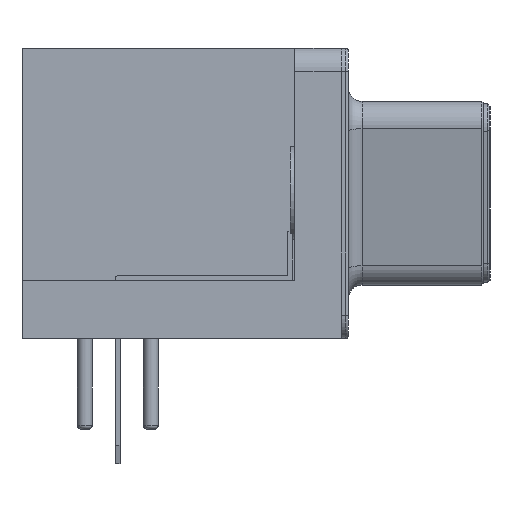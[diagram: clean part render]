
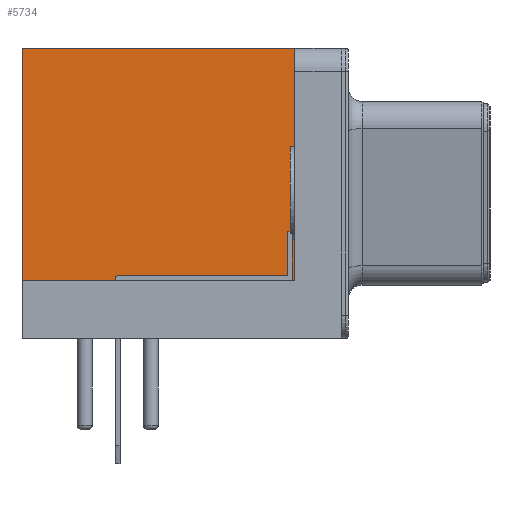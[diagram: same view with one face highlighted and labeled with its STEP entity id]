
A CAD part, left-side view. The second image highlights one B-rep face of the part: STEP entity #5734.
In plain terms, the highlighted planar face has unit normal (-1, 0, 0).
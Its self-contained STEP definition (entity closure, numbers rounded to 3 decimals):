
#4884 = VERTEX_POINT('',#4885);
#4885 = CARTESIAN_POINT('',(-54.13,2.7,12.5));
#4891 = EDGE_CURVE('',#4892,#4884,#4894,.T.);
#4892 = VERTEX_POINT('',#4893);
#4893 = CARTESIAN_POINT('',(-54.13,-9.04,12.5));
#4894 = LINE('',#4895,#4896);
#4895 = CARTESIAN_POINT('',(-54.13,-10.04,12.5));
#4896 = VECTOR('',#4897,1.);
#4897 = DIRECTION('',(0.,1.,0.));
#5704 = VERTEX_POINT('',#5705);
#5705 = CARTESIAN_POINT('',(-54.13,-9.04,2.5));
#5711 = EDGE_CURVE('',#5704,#4892,#5712,.T.);
#5712 = LINE('',#5713,#5714);
#5713 = CARTESIAN_POINT('',(-54.13,-9.04,2.5));
#5714 = VECTOR('',#5715,1.);
#5715 = DIRECTION('',(0.,0.,1.));
#5734 = ADVANCED_FACE('',(#5735),#5753,.F.);
#5735 = FACE_BOUND('',#5736,.F.);
#5736 = EDGE_LOOP('',(#5737,#5738,#5746,#5752));
#5737 = ORIENTED_EDGE('',*,*,#5711,.F.);
#5738 = ORIENTED_EDGE('',*,*,#5739,.T.);
#5739 = EDGE_CURVE('',#5704,#5740,#5742,.T.);
#5740 = VERTEX_POINT('',#5741);
#5741 = CARTESIAN_POINT('',(-54.13,2.7,2.5));
#5742 = LINE('',#5743,#5744);
#5743 = CARTESIAN_POINT('',(-54.13,-9.04,2.5));
#5744 = VECTOR('',#5745,1.);
#5745 = DIRECTION('',(-0.,1.,0.));
#5746 = ORIENTED_EDGE('',*,*,#5747,.T.);
#5747 = EDGE_CURVE('',#5740,#4884,#5748,.T.);
#5748 = LINE('',#5749,#5750);
#5749 = CARTESIAN_POINT('',(-54.13,2.7,4.375));
#5750 = VECTOR('',#5751,1.);
#5751 = DIRECTION('',(0.,0.,1.));
#5752 = ORIENTED_EDGE('',*,*,#4891,.F.);
#5753 = PLANE('',#5754);
#5754 = AXIS2_PLACEMENT_3D('',#5755,#5756,#5757);
#5755 = CARTESIAN_POINT('',(-54.13,-9.04,2.5));
#5756 = DIRECTION('',(1.,0.,0.));
#5757 = DIRECTION('',(0.,0.,1.));
